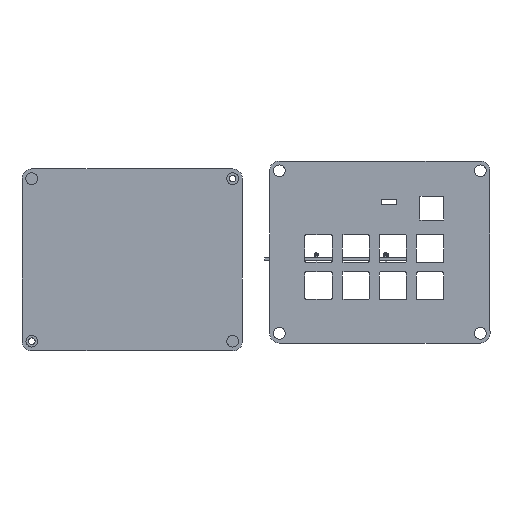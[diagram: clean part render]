
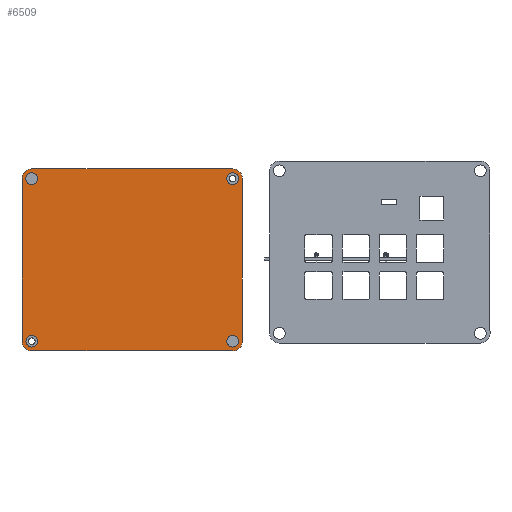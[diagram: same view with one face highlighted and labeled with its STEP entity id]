
A CAD part, left-side view. The second image highlights one B-rep face of the part: STEP entity #6509.
In plain terms, the highlighted planar face has unit normal (-1, 0, 0).
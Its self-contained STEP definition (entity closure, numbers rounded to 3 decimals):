
#485=CIRCLE('',#7167,5.);
#491=CIRCLE('',#7176,5.);
#492=CIRCLE('',#7178,5.);
#493=CIRCLE('',#7181,5.);
#495=CIRCLE('',#7191,3.);
#497=CIRCLE('',#7194,3.);
#499=CIRCLE('',#7197,3.);
#501=CIRCLE('',#7200,3.);
#726=FACE_BOUND('',#1582,.T.);
#727=FACE_BOUND('',#1583,.T.);
#728=FACE_BOUND('',#1584,.T.);
#729=FACE_BOUND('',#1585,.T.);
#1050=FACE_OUTER_BOUND('',#1581,.T.);
#1581=EDGE_LOOP('',(#5863,#5864,#5865,#5866,#5867,#5868,#5869,#5870));
#1582=EDGE_LOOP('',(#5871));
#1583=EDGE_LOOP('',(#5872));
#1584=EDGE_LOOP('',(#5873));
#1585=EDGE_LOOP('',(#5874));
#2133=LINE('',#10740,#2704);
#2138=LINE('',#10754,#2709);
#2161=LINE('',#10817,#2732);
#2162=LINE('',#10819,#2733);
#2704=VECTOR('',#8949,10.);
#2709=VECTOR('',#8964,10.);
#2732=VECTOR('',#9033,10.);
#2733=VECTOR('',#9036,10.);
#3258=VERTEX_POINT('',#10699);
#3259=VERTEX_POINT('',#10701);
#3276=VERTEX_POINT('',#10739);
#3277=VERTEX_POINT('',#10743);
#3278=VERTEX_POINT('',#10747);
#3279=VERTEX_POINT('',#10749);
#3280=VERTEX_POINT('',#10753);
#3281=VERTEX_POINT('',#10757);
#3291=VERTEX_POINT('',#10794);
#3293=VERTEX_POINT('',#10800);
#3295=VERTEX_POINT('',#10806);
#3297=VERTEX_POINT('',#10812);
#4099=EDGE_CURVE('',#3258,#3259,#485,.T.);
#4118=EDGE_CURVE('',#3276,#3259,#2133,.T.);
#4120=EDGE_CURVE('',#3276,#3277,#491,.T.);
#4123=EDGE_CURVE('',#3278,#3279,#492,.T.);
#4125=EDGE_CURVE('',#3280,#3279,#2138,.T.);
#4127=EDGE_CURVE('',#3280,#3281,#493,.T.);
#4147=EDGE_CURVE('',#3291,#3291,#495,.T.);
#4150=EDGE_CURVE('',#3293,#3293,#497,.T.);
#4153=EDGE_CURVE('',#3295,#3295,#499,.T.);
#4156=EDGE_CURVE('',#3297,#3297,#501,.T.);
#4157=EDGE_CURVE('',#3258,#3281,#2161,.T.);
#4158=EDGE_CURVE('',#3278,#3277,#2162,.T.);
#5863=ORIENTED_EDGE('',*,*,#4099,.F.);
#5864=ORIENTED_EDGE('',*,*,#4157,.T.);
#5865=ORIENTED_EDGE('',*,*,#4127,.F.);
#5866=ORIENTED_EDGE('',*,*,#4125,.T.);
#5867=ORIENTED_EDGE('',*,*,#4123,.F.);
#5868=ORIENTED_EDGE('',*,*,#4158,.T.);
#5869=ORIENTED_EDGE('',*,*,#4120,.F.);
#5870=ORIENTED_EDGE('',*,*,#4118,.T.);
#5871=ORIENTED_EDGE('',*,*,#4150,.F.);
#5872=ORIENTED_EDGE('',*,*,#4153,.F.);
#5873=ORIENTED_EDGE('',*,*,#4147,.F.);
#5874=ORIENTED_EDGE('',*,*,#4156,.F.);
#6064=PLANE('',#7204);
#6509=ADVANCED_FACE('',(#1050,#726,#727,#728,#729),#6064,.F.);
#7167=AXIS2_PLACEMENT_3D('',#10702,#8920,#8921);
#7176=AXIS2_PLACEMENT_3D('',#10744,#8953,#8954);
#7178=AXIS2_PLACEMENT_3D('',#10750,#8959,#8960);
#7181=AXIS2_PLACEMENT_3D('',#10758,#8968,#8969);
#7191=AXIS2_PLACEMENT_3D('',#10796,#9006,#9007);
#7194=AXIS2_PLACEMENT_3D('',#10802,#9013,#9014);
#7197=AXIS2_PLACEMENT_3D('',#10808,#9020,#9021);
#7200=AXIS2_PLACEMENT_3D('',#10814,#9027,#9028);
#7204=AXIS2_PLACEMENT_3D('',#10820,#9037,#9038);
#8920=DIRECTION('center_axis',(1.,0.,0.));
#8921=DIRECTION('ref_axis',(0.,0.707,-0.707));
#8949=DIRECTION('',(0.,0.,-1.));
#8953=DIRECTION('center_axis',(1.,0.,0.));
#8954=DIRECTION('ref_axis',(0.,0.707,0.707));
#8959=DIRECTION('center_axis',(1.,0.,0.));
#8960=DIRECTION('ref_axis',(0.,-0.707,0.707));
#8964=DIRECTION('',(0.,0.,1.));
#8968=DIRECTION('center_axis',(1.,0.,0.));
#8969=DIRECTION('ref_axis',(0.,-0.707,-0.707));
#9006=DIRECTION('center_axis',(-1.,0.,0.));
#9007=DIRECTION('ref_axis',(0.,1.,0.));
#9013=DIRECTION('center_axis',(-1.,0.,0.));
#9014=DIRECTION('ref_axis',(0.,1.,0.));
#9020=DIRECTION('center_axis',(-1.,0.,0.));
#9021=DIRECTION('ref_axis',(0.,1.,0.));
#9027=DIRECTION('center_axis',(-1.,0.,0.));
#9028=DIRECTION('ref_axis',(0.,1.,0.));
#9033=DIRECTION('',(0.,-1.,0.));
#9036=DIRECTION('',(0.,1.,0.));
#9037=DIRECTION('center_axis',(1.,0.,0.));
#9038=DIRECTION('ref_axis',(0.,1.,0.));
#10699=CARTESIAN_POINT('',(0.,52.03,-46.2));
#10701=CARTESIAN_POINT('',(0.,57.03,-41.2));
#10702=CARTESIAN_POINT('Origin',(0.,52.03,-41.2));
#10739=CARTESIAN_POINT('',(0.,57.03,42.2));
#10740=CARTESIAN_POINT('',(0.,57.03,47.2));
#10743=CARTESIAN_POINT('',(0.,52.03,47.2));
#10744=CARTESIAN_POINT('Origin',(0.,52.03,42.2));
#10747=CARTESIAN_POINT('',(0.,-51.03,47.2));
#10749=CARTESIAN_POINT('',(0.,-56.03,42.2));
#10750=CARTESIAN_POINT('Origin',(0.,-51.03,42.2));
#10753=CARTESIAN_POINT('',(0.,-56.03,-41.2));
#10754=CARTESIAN_POINT('',(0.,-56.03,-46.2));
#10757=CARTESIAN_POINT('',(0.,-51.03,-46.2));
#10758=CARTESIAN_POINT('Origin',(0.,-51.03,-41.2));
#10794=CARTESIAN_POINT('',(0.,-54.03,-41.2));
#10796=CARTESIAN_POINT('Origin',(0.,-51.03,-41.2));
#10800=CARTESIAN_POINT('',(0.,48.998,-41.203));
#10802=CARTESIAN_POINT('Origin',(0.,51.998,-41.203));
#10806=CARTESIAN_POINT('',(0.,49.03,42.2));
#10808=CARTESIAN_POINT('Origin',(0.,52.03,42.2));
#10812=CARTESIAN_POINT('',(0.,-54.03,42.2));
#10814=CARTESIAN_POINT('Origin',(0.,-51.03,42.2));
#10817=CARTESIAN_POINT('',(0.,57.03,-46.2));
#10819=CARTESIAN_POINT('',(0.,-56.03,47.2));
#10820=CARTESIAN_POINT('Origin',(0.,0.5,0.5));
